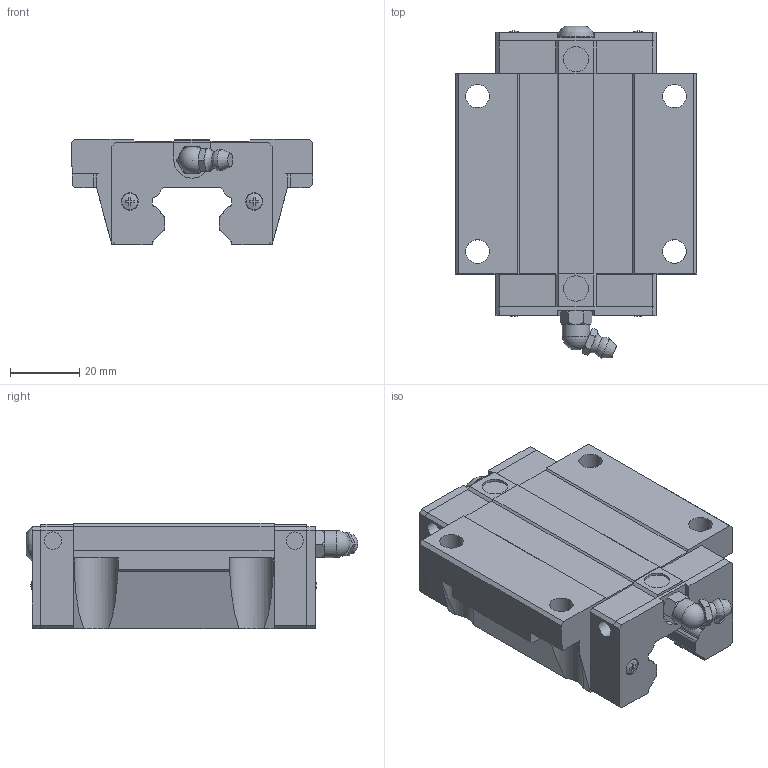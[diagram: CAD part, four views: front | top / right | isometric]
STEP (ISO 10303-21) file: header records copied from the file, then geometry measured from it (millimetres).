
FILE_DESCRIPTION(/* description */ ('STEP AP214'),/* implementation_level */ '2;1');
FILE_NAME(/* name */ 'HGW25.stp',/* time_stamp */ '2021-10-19T16:37:47+02:00',/* author */ ('leolaptop'),/* organization */ (''),/* preprocessor_version */ 'ST-DEVELOPER v18',/* originating_system */ 'Autodesk Inventor 2020',/* authorisation */ 'unknown authorization');
FILE_SCHEMA (('CONFIG_CONTROL_DESIGN'));
Length unit declared in the file: millimetre
Products named in the file (1): HGW25
Bounding box: 70 x 96.11 x 30.5 mm (x, y, z)
Volume: 105691.3 mm3; surface area: 23016.3 mm2
Topology: 1 solids, 4 shells, 314 faces, 854 edges, 564 vertices
Faces by surface type: plane 223, cylinder 57, cone 23, torus 8, bspline 2, sphere 1
Full cylindrical faces by diameter (mm): 2.5 x2, 2.8 x2, 5 x8, 6 x1, 6.8 x4, 7.3 x2, 7.847 x1, 10.3 x1
Entity records: 10166 total; most frequent: CARTESIAN_POINT 2080, ORIENTED_EDGE 1706, DIRECTION 1546, EDGE_CURVE 853, VERTEX_POINT 564, LINE 562, VECTOR 562, AXIS2_PLACEMENT_3D 492
